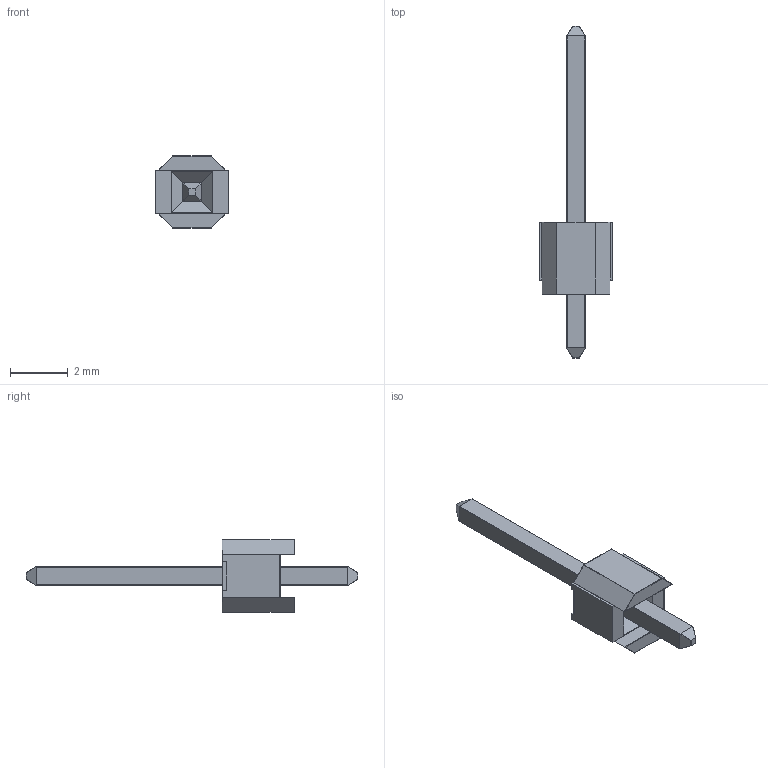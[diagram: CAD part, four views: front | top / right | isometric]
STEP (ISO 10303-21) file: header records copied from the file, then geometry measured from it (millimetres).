
FILE_DESCRIPTION (( 'STEP AP214' ), '1' );
FILE_NAME ('header-2.54-1x1.STEP', '2021-07-10T12:15:01', ( '' ), ( '' ), 'SwSTEP 2.0', 'SolidWorks 2021', '' );
FILE_SCHEMA (( 'AUTOMOTIVE_DESIGN' ));
Length unit declared in the file: millimetre
Products named in the file (3): header-2.54-1x1; header-2.54-body_默认; header-2.54-pin_默认
Assembly tree (2 placements, depth 2):
  header-2.54-1x1
    header-2.54-body_默认
    header-2.54-pin_默认
Bounding box: 2.54 x 11.5 x 2.5 mm (x, y, z)
Volume: 15.7 mm3; surface area: 67.2 mm2
Topology: 2 solids, 2 shells, 130 faces, 301 edges, 172 vertices
Faces by surface type: cylinder 62, plane 48, sphere 16, torus 4
Entity records: 3668 total; most frequent: CARTESIAN_POINT 737, ORIENTED_EDGE 596, DIRECTION 596, EDGE_CURVE 298, AXIS2_PLACEMENT_3D 207, VECTOR 182, LINE 182, VERTEX_POINT 172
